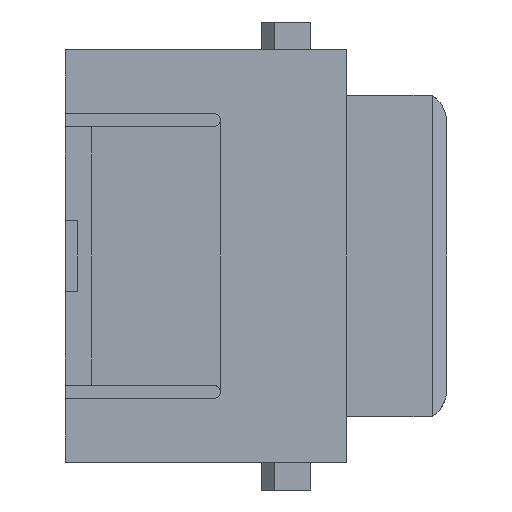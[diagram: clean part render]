
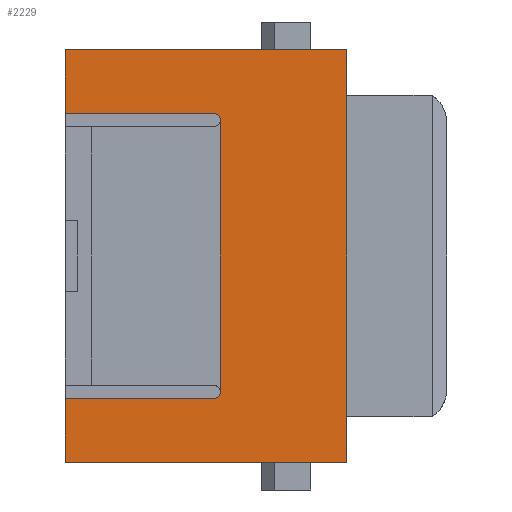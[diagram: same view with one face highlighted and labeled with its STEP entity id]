
A CAD part, left-side view. The second image highlights one B-rep face of the part: STEP entity #2229.
In plain terms, the highlighted planar face has unit normal (-1, 0, 0).
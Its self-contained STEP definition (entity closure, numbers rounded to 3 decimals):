
#18=DIRECTION('',(0.,0.,1.));
#19=VECTOR('',#18,20.);
#20=CARTESIAN_POINT('',(-7.3,-8.5,-10.));
#21=LINE('',#20,#19);
#26=CARTESIAN_POINT('',(-7.3,-8.,10.));
#27=DIRECTION('',(-1.,0.,0.));
#28=DIRECTION('',(0.,-1.,0.));
#29=AXIS2_PLACEMENT_3D('',#26,#27,#28);
#34=DIRECTION('',(0.,1.,0.));
#35=VECTOR('',#34,10.9);
#36=CARTESIAN_POINT('',(-7.3,-8.,10.5));
#37=LINE('',#36,#35);
#41=DIRECTION('',(0.,-1.,0.));
#42=VECTOR('',#41,20.7);
#43=CARTESIAN_POINT('',(-7.3,2.9,15.15));
#44=LINE('',#43,#42);
#48=DIRECTION('',(0.,0.,-1.));
#49=VECTOR('',#48,30.3);
#50=CARTESIAN_POINT('',(-7.3,-17.8,15.15));
#51=LINE('',#50,#49);
#55=DIRECTION('',(0.,1.,0.));
#56=VECTOR('',#55,20.7);
#57=CARTESIAN_POINT('',(-7.3,-17.8,-15.15));
#58=LINE('',#57,#56);
#62=CARTESIAN_POINT('',(-7.3,-8.,-10.));
#63=DIRECTION('',(-1.,0.,0.));
#64=DIRECTION('',(0.,0.,-1.));
#65=AXIS2_PLACEMENT_3D('',#62,#63,#64);
#335=DIRECTION('',(0.,1.,0.));
#336=VECTOR('',#335,10.9);
#337=CARTESIAN_POINT('',(-7.3,-8.,-10.5));
#338=LINE('',#337,#336);
#378=DIRECTION('',(0.,0.,-1.));
#379=VECTOR('',#378,4.65);
#380=CARTESIAN_POINT('',(-7.3,2.9,-10.5));
#381=LINE('',#380,#379);
#406=DIRECTION('',(0.,0.,-1.));
#407=VECTOR('',#406,4.65);
#408=CARTESIAN_POINT('',(-7.3,2.9,15.15));
#409=LINE('',#408,#407);
#1866=CARTESIAN_POINT('',(-7.3,-8.5,-10.));
#1867=CARTESIAN_POINT('',(-7.3,-8.5,10.));
#1868=VERTEX_POINT('',#1866);
#1869=VERTEX_POINT('',#1867);
#1870=CARTESIAN_POINT('',(-7.3,-8.,10.5));
#1871=VERTEX_POINT('',#1870);
#1872=CARTESIAN_POINT('',(-7.3,2.9,10.5));
#1873=VERTEX_POINT('',#1872);
#1874=CARTESIAN_POINT('',(-7.3,2.9,15.15));
#1875=VERTEX_POINT('',#1874);
#1876=CARTESIAN_POINT('',(-7.3,-17.8,15.15));
#1877=VERTEX_POINT('',#1876);
#1878=CARTESIAN_POINT('',(-7.3,-17.8,-15.15));
#1879=VERTEX_POINT('',#1878);
#1880=CARTESIAN_POINT('',(-7.3,2.9,-15.15));
#1881=VERTEX_POINT('',#1880);
#1882=CARTESIAN_POINT('',(-7.3,2.9,-10.5));
#1883=VERTEX_POINT('',#1882);
#1884=CARTESIAN_POINT('',(-7.3,-8.,-10.5));
#1885=VERTEX_POINT('',#1884);
#2202=CARTESIAN_POINT('',(-7.3,1.032,2.262));
#2203=DIRECTION('',(1.,0.,0.));
#2204=DIRECTION('',(0.,0.,1.));
#2205=AXIS2_PLACEMENT_3D('',#2202,#2203,#2204);
#2206=PLANE('',#2205);
#2208=ORIENTED_EDGE('',*,*,#2207,.T.);
#2210=ORIENTED_EDGE('',*,*,#2209,.T.);
#2212=ORIENTED_EDGE('',*,*,#2211,.T.);
#2214=ORIENTED_EDGE('',*,*,#2213,.F.);
#2216=ORIENTED_EDGE('',*,*,#2215,.T.);
#2218=ORIENTED_EDGE('',*,*,#2217,.T.);
#2220=ORIENTED_EDGE('',*,*,#2219,.T.);
#2222=ORIENTED_EDGE('',*,*,#2221,.F.);
#2224=ORIENTED_EDGE('',*,*,#2223,.F.);
#2226=ORIENTED_EDGE('',*,*,#2225,.T.);
#2227=EDGE_LOOP('',(#2208,#2210,#2212,#2214,#2216,#2218,#2220,#2222,#2224,
#2226));
#2228=FACE_OUTER_BOUND('',#2227,.F.);
#30=CIRCLE('',#29,0.5);
#66=CIRCLE('',#65,0.5);
#2207=EDGE_CURVE('',#1868,#1869,#21,.T.);
#2209=EDGE_CURVE('',#1869,#1871,#30,.T.);
#2211=EDGE_CURVE('',#1871,#1873,#37,.T.);
#2213=EDGE_CURVE('',#1875,#1873,#409,.T.);
#2215=EDGE_CURVE('',#1875,#1877,#44,.T.);
#2217=EDGE_CURVE('',#1877,#1879,#51,.T.);
#2219=EDGE_CURVE('',#1879,#1881,#58,.T.);
#2221=EDGE_CURVE('',#1883,#1881,#381,.T.);
#2223=EDGE_CURVE('',#1885,#1883,#338,.T.);
#2225=EDGE_CURVE('',#1885,#1868,#66,.T.);
#2229=ADVANCED_FACE('',(#2228),#2206,.F.);
